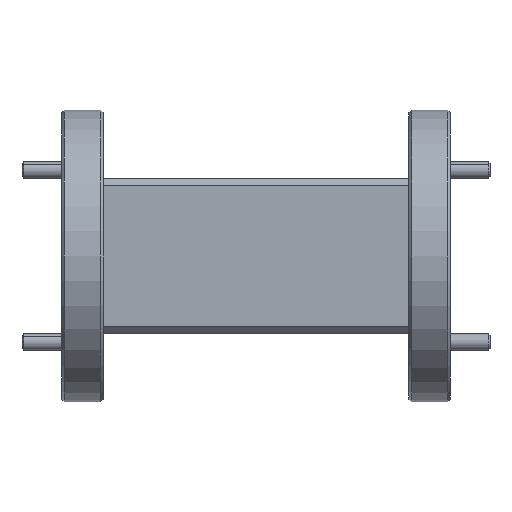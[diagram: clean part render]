
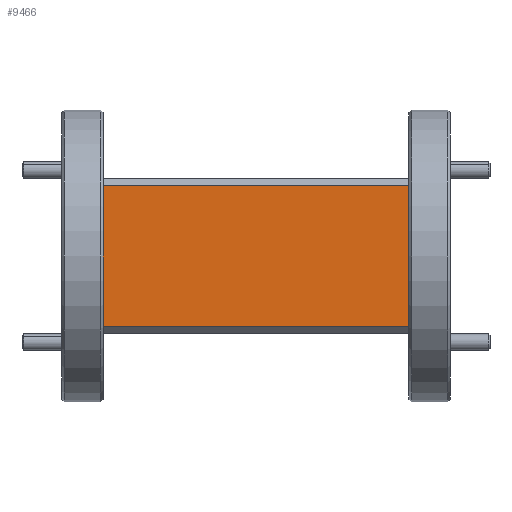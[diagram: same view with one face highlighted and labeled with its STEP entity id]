
A CAD part, front view. The second image highlights one B-rep face of the part: STEP entity #9466.
In plain terms, the highlighted planar face has unit normal (0, -1, 0).
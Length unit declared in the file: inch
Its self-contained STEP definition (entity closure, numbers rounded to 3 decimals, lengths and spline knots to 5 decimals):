
#874 = DIRECTION ( 'NONE',  ( -1., 0., 0. ) ) ;
#966 = LINE ( 'NONE', #10729, #16988 ) ;
#1397 = LINE ( 'NONE', #14411, #10125 ) ;
#1446 = CARTESIAN_POINT ( 'NONE',  ( 0.48747, -0.71842, -0.31137 ) ) ;
#2972 = EDGE_CURVE ( 'NONE', #3433, #5965, #1397, .T. ) ;
#3433 = VERTEX_POINT ( 'NONE', #18076 ) ;
#3501 = DIRECTION ( 'NONE',  ( 1., 0., 0. ) ) ;
#4839 = VECTOR ( 'NONE', #3501, 39.37008 ) ;
#5347 = EDGE_CURVE ( 'NONE', #7825, #3433, #966, .T. ) ;
#5356 = CARTESIAN_POINT ( 'NONE',  ( 0.48747, -0.71842, -1.14387 ) ) ;
#5835 = DIRECTION ( 'NONE',  ( 0., 0., -1. ) ) ;
#5965 = VERTEX_POINT ( 'NONE', #16483 ) ;
#6368 = EDGE_CURVE ( 'NONE', #7825, #12606, #6638, .T. ) ;
#6638 = LINE ( 'NONE', #17782, #7772 ) ;
#6968 = AXIS2_PLACEMENT_3D ( 'NONE', #1446, #16987, #8369 ) ;
#7765 = EDGE_CURVE ( 'NONE', #5965, #12606, #10870, .T. ) ;
#7772 = VECTOR ( 'NONE', #7948, 39.37008 ) ;
#7825 = VERTEX_POINT ( 'NONE', #11521 ) ;
#7948 = DIRECTION ( 'NONE',  ( 0., 0., -1. ) ) ;
#8369 = DIRECTION ( 'NONE',  ( 0., 0., -1. ) ) ;
#8658 = ORIENTED_EDGE ( 'NONE', *, *, #2972, .T. ) ;
#9466 = ADVANCED_FACE ( 'NONE', ( #11005 ), #9585, .F. ) ;
#9585 = PLANE ( 'NONE',  #6968 ) ;
#10125 = VECTOR ( 'NONE', #5835, 39.37008 ) ;
#10729 = CARTESIAN_POINT ( 'NONE',  ( 0.48747, -0.71842, -0.60387 ) ) ;
#10870 = LINE ( 'NONE', #5356, #4839 ) ;
#11005 = FACE_OUTER_BOUND ( 'NONE', #12475, .T. ) ;
#11210 = ORIENTED_EDGE ( 'NONE', *, *, #7765, .T. ) ;
#11521 = CARTESIAN_POINT ( 'NONE',  ( 0.48747, -0.71842, -0.60387 ) ) ;
#12475 = EDGE_LOOP ( 'NONE', ( #14269, #15713, #8658, #11210 ) ) ;
#12606 = VERTEX_POINT ( 'NONE', #15956 ) ;
#14269 = ORIENTED_EDGE ( 'NONE', *, *, #6368, .F. ) ;
#14411 = CARTESIAN_POINT ( 'NONE',  ( -0.69253, -0.71842, -0.31137 ) ) ;
#15713 = ORIENTED_EDGE ( 'NONE', *, *, #5347, .T. ) ;
#15956 = CARTESIAN_POINT ( 'NONE',  ( 0.48747, -0.71842, -1.14387 ) ) ;
#16483 = CARTESIAN_POINT ( 'NONE',  ( -0.69253, -0.71842, -1.14387 ) ) ;
#16987 = DIRECTION ( 'NONE',  ( 0., 1., 0. ) ) ;
#16988 = VECTOR ( 'NONE', #874, 39.37008 ) ;
#17782 = CARTESIAN_POINT ( 'NONE',  ( 0.48747, -0.71842, -0.31137 ) ) ;
#18076 = CARTESIAN_POINT ( 'NONE',  ( -0.69253, -0.71842, -0.60387 ) ) ;
